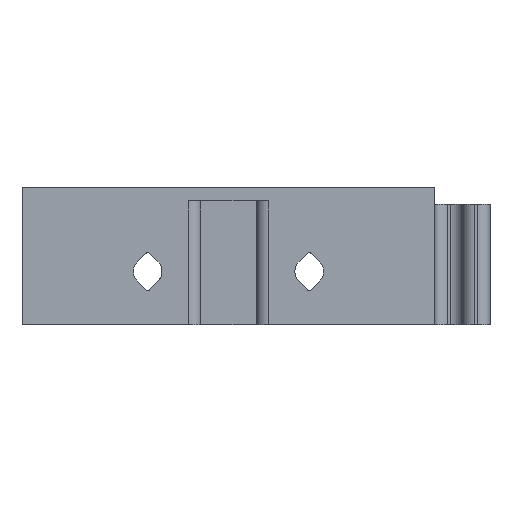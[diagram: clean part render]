
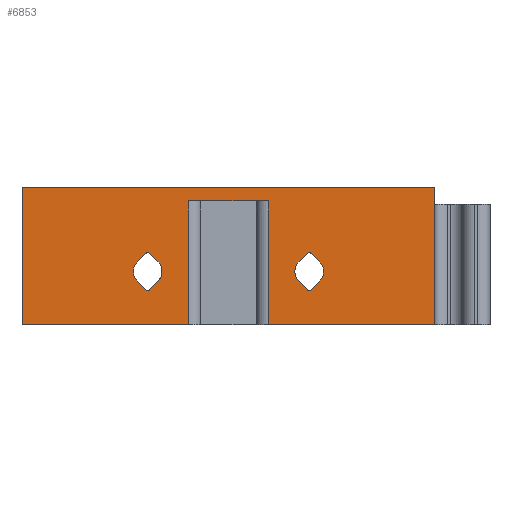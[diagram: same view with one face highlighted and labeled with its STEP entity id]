
A CAD part, front view. The second image highlights one B-rep face of the part: STEP entity #6853.
In plain terms, the highlighted planar face has unit normal (0, -1, 0).
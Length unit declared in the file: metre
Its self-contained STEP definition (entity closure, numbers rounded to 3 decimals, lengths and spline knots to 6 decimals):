
#167=CIRCLE('',#7351,0.002075);
#170=CIRCLE('',#7370,0.002075);
#180=CIRCLE('',#7382,0.0004);
#181=CIRCLE('',#7383,0.002075);
#182=CIRCLE('',#7384,0.0004);
#183=CIRCLE('',#7385,0.0004);
#184=CIRCLE('',#7386,0.0004);
#185=CIRCLE('',#7387,0.002075);
#369=PLANE('',#7381);
#618=LINE('',#9901,#1347);
#756=LINE('',#10321,#1485);
#776=LINE('',#10394,#1505);
#950=LINE('',#11101,#1679);
#951=LINE('',#11102,#1680);
#952=LINE('',#11104,#1681);
#953=LINE('',#11106,#1682);
#954=LINE('',#11107,#1683);
#955=LINE('',#11108,#1684);
#956=LINE('',#11112,#1685);
#957=LINE('',#11116,#1686);
#958=LINE('',#11120,#1687);
#959=LINE('',#11121,#1688);
#960=LINE('',#11126,#1689);
#961=LINE('',#11127,#1690);
#962=LINE('',#11131,#1691);
#1347=VECTOR('',#7798,1.);
#1485=VECTOR('',#8062,1.);
#1505=VECTOR('',#8114,1.);
#1679=VECTOR('',#8576,1.);
#1680=VECTOR('',#8577,1.);
#1681=VECTOR('',#8578,1.);
#1682=VECTOR('',#8579,1.);
#1683=VECTOR('',#8580,1.);
#1684=VECTOR('',#8581,1.);
#1685=VECTOR('',#8584,1.);
#1686=VECTOR('',#8587,1.);
#1687=VECTOR('',#8590,1.);
#1688=VECTOR('',#8591,1.);
#1689=VECTOR('',#8594,1.);
#1690=VECTOR('',#8595,1.);
#1691=VECTOR('',#8598,1.);
#2860=ORIENTED_EDGE('',*,*,#4736,.T.);
#2861=ORIENTED_EDGE('',*,*,#4390,.F.);
#2862=ORIENTED_EDGE('',*,*,#4737,.F.);
#2863=ORIENTED_EDGE('',*,*,#4738,.F.);
#2864=ORIENTED_EDGE('',*,*,#4739,.T.);
#2865=ORIENTED_EDGE('',*,*,#4426,.F.);
#2866=ORIENTED_EDGE('',*,*,#4740,.T.);
#2867=ORIENTED_EDGE('',*,*,#4206,.T.);
#2868=ORIENTED_EDGE('',*,*,#4741,.F.);
#2869=ORIENTED_EDGE('',*,*,#4742,.F.);
#2870=ORIENTED_EDGE('',*,*,#4743,.T.);
#2871=ORIENTED_EDGE('',*,*,#4744,.F.);
#2872=ORIENTED_EDGE('',*,*,#4745,.T.);
#2873=ORIENTED_EDGE('',*,*,#4746,.F.);
#2874=ORIENTED_EDGE('',*,*,#4747,.F.);
#2875=ORIENTED_EDGE('',*,*,#4705,.F.);
#2876=ORIENTED_EDGE('',*,*,#4748,.F.);
#2877=ORIENTED_EDGE('',*,*,#4749,.F.);
#2878=ORIENTED_EDGE('',*,*,#4750,.T.);
#2879=ORIENTED_EDGE('',*,*,#4669,.F.);
#2880=ORIENTED_EDGE('',*,*,#4751,.T.);
#2881=ORIENTED_EDGE('',*,*,#4752,.F.);
#2882=ORIENTED_EDGE('',*,*,#4753,.F.);
#2883=ORIENTED_EDGE('',*,*,#4754,.F.);
#4206=EDGE_CURVE('',#5204,#5207,#618,.F.);
#4390=EDGE_CURVE('',#5367,#5368,#756,.F.);
#4426=EDGE_CURVE('',#5403,#5404,#776,.F.);
#4669=EDGE_CURVE('',#5590,#5591,#167,.T.);
#4705=EDGE_CURVE('',#5626,#5627,#170,.T.);
#4736=EDGE_CURVE('',#5207,#5368,#950,.T.);
#4737=EDGE_CURVE('',#5653,#5367,#951,.T.);
#4738=EDGE_CURVE('',#5654,#5653,#952,.F.);
#4739=EDGE_CURVE('',#5654,#5404,#953,.F.);
#4740=EDGE_CURVE('',#5403,#5204,#954,.T.);
#4741=EDGE_CURVE('',#5655,#5626,#955,.T.);
#4742=EDGE_CURVE('',#5656,#5655,#180,.T.);
#4743=EDGE_CURVE('',#5656,#5657,#956,.T.);
#4744=EDGE_CURVE('',#5658,#5657,#181,.T.);
#4745=EDGE_CURVE('',#5658,#5659,#957,.T.);
#4746=EDGE_CURVE('',#5660,#5659,#182,.T.);
#4747=EDGE_CURVE('',#5627,#5660,#958,.T.);
#4748=EDGE_CURVE('',#5661,#5662,#959,.T.);
#4749=EDGE_CURVE('',#5663,#5661,#183,.T.);
#4750=EDGE_CURVE('',#5663,#5591,#960,.T.);
#4751=EDGE_CURVE('',#5590,#5664,#961,.T.);
#4752=EDGE_CURVE('',#5665,#5664,#184,.T.);
#4753=EDGE_CURVE('',#5666,#5665,#962,.T.);
#4754=EDGE_CURVE('',#5662,#5666,#185,.T.);
#5204=VERTEX_POINT('',#9895);
#5207=VERTEX_POINT('',#9900);
#5367=VERTEX_POINT('',#10322);
#5368=VERTEX_POINT('',#10323);
#5403=VERTEX_POINT('',#10393);
#5404=VERTEX_POINT('',#10395);
#5590=VERTEX_POINT('',#10940);
#5591=VERTEX_POINT('',#10942);
#5626=VERTEX_POINT('',#11041);
#5627=VERTEX_POINT('',#11043);
#5653=VERTEX_POINT('',#11103);
#5654=VERTEX_POINT('',#11105);
#5655=VERTEX_POINT('',#11109);
#5656=VERTEX_POINT('',#11111);
#5657=VERTEX_POINT('',#11113);
#5658=VERTEX_POINT('',#11115);
#5659=VERTEX_POINT('',#11117);
#5660=VERTEX_POINT('',#11119);
#5661=VERTEX_POINT('',#11122);
#5662=VERTEX_POINT('',#11123);
#5663=VERTEX_POINT('',#11125);
#5664=VERTEX_POINT('',#11128);
#5665=VERTEX_POINT('',#11130);
#5666=VERTEX_POINT('',#11132);
#6056=EDGE_LOOP('',(#2860,#2861,#2862,#2863,#2864,#2865,#2866,#2867));
#6057=EDGE_LOOP('',(#2868,#2869,#2870,#2871,#2872,#2873,#2874,#2875));
#6058=EDGE_LOOP('',(#2876,#2877,#2878,#2879,#2880,#2881,#2882,#2883));
#6447=FACE_BOUND('',#6056,.T.);
#6448=FACE_BOUND('',#6057,.T.);
#6449=FACE_BOUND('',#6058,.T.);
#6853=ADVANCED_FACE('',(#6447,#6448,#6449),#369,.T.);
#7351=AXIS2_PLACEMENT_3D('',#10941,#8482,#8483);
#7370=AXIS2_PLACEMENT_3D('',#11042,#8531,#8532);
#7381=AXIS2_PLACEMENT_3D('',#11100,#8574,#8575);
#7382=AXIS2_PLACEMENT_3D('',#11110,#8582,#8583);
#7383=AXIS2_PLACEMENT_3D('',#11114,#8585,#8586);
#7384=AXIS2_PLACEMENT_3D('',#11118,#8588,#8589);
#7385=AXIS2_PLACEMENT_3D('',#11124,#8592,#8593);
#7386=AXIS2_PLACEMENT_3D('',#11129,#8596,#8597);
#7387=AXIS2_PLACEMENT_3D('',#11133,#8599,#8600);
#7798=DIRECTION('',(1.,0.,0.));
#8062=DIRECTION('',(1.,0.,0.));
#8114=DIRECTION('',(1.,0.,0.));
#8482=DIRECTION('',(0.,-1.,0.));
#8483=DIRECTION('',(1.,0.,0.));
#8531=DIRECTION('',(0.,-1.,0.));
#8532=DIRECTION('',(1.,0.,0.));
#8574=DIRECTION('',(0.,-1.,0.));
#8575=DIRECTION('',(1.,0.,0.));
#8576=DIRECTION('',(0.,0.,-1.));
#8577=DIRECTION('',(0.,0.,-1.));
#8578=DIRECTION('',(1.,0.,0.));
#8579=DIRECTION('',(0.,0.,1.));
#8580=DIRECTION('',(0.,0.,1.));
#8581=DIRECTION('',(0.707,0.,0.707));
#8582=DIRECTION('',(0.,-1.,0.));
#8583=DIRECTION('',(1.,0.,0.));
#8584=DIRECTION('',(-0.707,0.,0.707));
#8585=DIRECTION('',(0.,-1.,0.));
#8586=DIRECTION('',(1.,0.,0.));
#8587=DIRECTION('',(0.707,0.,0.707));
#8588=DIRECTION('',(0.,-1.,0.));
#8589=DIRECTION('',(1.,0.,0.));
#8590=DIRECTION('',(-0.707,0.,0.707));
#8591=DIRECTION('',(0.707,0.,0.707));
#8592=DIRECTION('',(0.,-1.,0.));
#8593=DIRECTION('',(1.,0.,0.));
#8594=DIRECTION('',(-0.707,0.,0.707));
#8595=DIRECTION('',(0.707,0.,0.707));
#8596=DIRECTION('',(0.,-1.,0.));
#8597=DIRECTION('',(1.,0.,0.));
#8598=DIRECTION('',(-0.707,0.,0.707));
#8599=DIRECTION('',(0.,-1.,0.));
#8600=DIRECTION('',(1.,0.,0.));
#9895=CARTESIAN_POINT('',(0.57,0.810025,0.38));
#9900=CARTESIAN_POINT('',(0.51,0.810025,0.38));
#9901=CARTESIAN_POINT('',(0.497889,0.810025,0.38));
#10321=CARTESIAN_POINT('',(0.497889,0.810025,0.36));
#10322=CARTESIAN_POINT('',(0.534222,0.810025,0.36));
#10323=CARTESIAN_POINT('',(0.51,0.810025,0.36));
#10393=CARTESIAN_POINT('',(0.57,0.810025,0.36));
#10394=CARTESIAN_POINT('',(0.497889,0.810025,0.36));
#10395=CARTESIAN_POINT('',(0.545778,0.810025,0.36));
#10940=CARTESIAN_POINT('',(0.550266,0.810025,0.369201));
#10941=CARTESIAN_POINT('',(0.551733,0.810025,0.367733));
#10942=CARTESIAN_POINT('',(0.550266,0.810025,0.366266));
#11041=CARTESIAN_POINT('',(0.529734,0.810025,0.366266));
#11042=CARTESIAN_POINT('',(0.528267,0.810025,0.367733));
#11043=CARTESIAN_POINT('',(0.529734,0.810025,0.369201));
#11100=CARTESIAN_POINT('',(0.497889,0.810025,0.38));
#11101=CARTESIAN_POINT('',(0.51,0.810025,0.38));
#11102=CARTESIAN_POINT('',(0.534222,0.810025,0.38));
#11103=CARTESIAN_POINT('',(0.534222,0.810025,0.378));
#11104=CARTESIAN_POINT('',(0.497889,0.810025,0.378));
#11105=CARTESIAN_POINT('',(0.545778,0.810025,0.378));
#11106=CARTESIAN_POINT('',(0.545778,0.810025,0.38));
#11107=CARTESIAN_POINT('',(0.57,0.810025,0.38));
#11108=CARTESIAN_POINT('',(0.520678,0.810025,0.357211));
#11109=CARTESIAN_POINT('',(0.528549,0.810025,0.365082));
#11110=CARTESIAN_POINT('',(0.528267,0.810025,0.365365));
#11111=CARTESIAN_POINT('',(0.527984,0.810025,0.365082));
#11112=CARTESIAN_POINT('',(0.505477,0.810025,0.387588));
#11113=CARTESIAN_POINT('',(0.526799,0.810025,0.366266));
#11114=CARTESIAN_POINT('',(0.528267,0.810025,0.367733));
#11115=CARTESIAN_POINT('',(0.526799,0.810025,0.369201));
#11116=CARTESIAN_POINT('',(0.517744,0.810025,0.360145));
#11117=CARTESIAN_POINT('',(0.527984,0.810025,0.370385));
#11118=CARTESIAN_POINT('',(0.528267,0.810025,0.370102));
#11119=CARTESIAN_POINT('',(0.528549,0.810025,0.370385));
#11120=CARTESIAN_POINT('',(0.508412,0.810025,0.390523));
#11121=CARTESIAN_POINT('',(0.532412,0.810025,0.345477));
#11122=CARTESIAN_POINT('',(0.552016,0.810025,0.365082));
#11123=CARTESIAN_POINT('',(0.553201,0.810025,0.366266));
#11124=CARTESIAN_POINT('',(0.551733,0.810025,0.365365));
#11125=CARTESIAN_POINT('',(0.551451,0.810025,0.365082));
#11126=CARTESIAN_POINT('',(0.517211,0.810025,0.399322));
#11127=CARTESIAN_POINT('',(0.529477,0.810025,0.348412));
#11128=CARTESIAN_POINT('',(0.551451,0.810025,0.370385));
#11129=CARTESIAN_POINT('',(0.551733,0.810025,0.370102));
#11130=CARTESIAN_POINT('',(0.552016,0.810025,0.370385));
#11131=CARTESIAN_POINT('',(0.520145,0.810025,0.402256));
#11132=CARTESIAN_POINT('',(0.553201,0.810025,0.369201));
#11133=CARTESIAN_POINT('',(0.551733,0.810025,0.367733));
